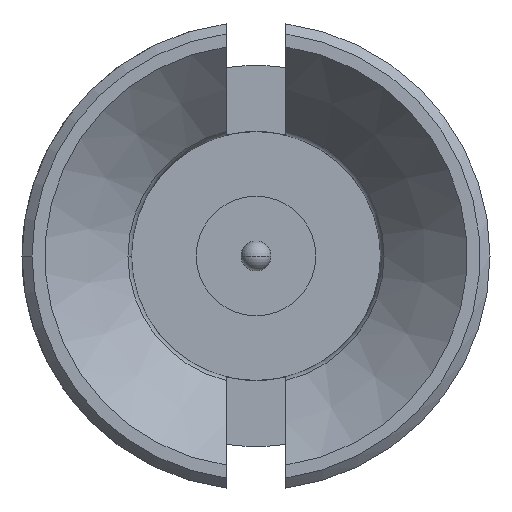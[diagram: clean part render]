
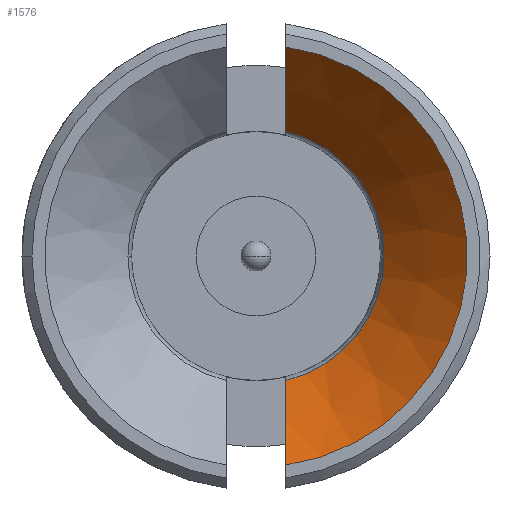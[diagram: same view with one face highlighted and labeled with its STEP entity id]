
A CAD part, front view. The second image highlights one B-rep face of the part: STEP entity #1576.
In plain terms, the highlighted conical face has half-angle 42.59 degrees and reference radius 2.694 mm.
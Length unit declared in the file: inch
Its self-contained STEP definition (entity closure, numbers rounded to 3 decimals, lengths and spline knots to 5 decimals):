
#68 = CARTESIAN_POINT ( 'NONE',  ( 0.015, -0.25458, 0.06253 ) ) ;
#100 = ORIENTED_EDGE ( 'NONE', *, *, #2919, .F. ) ;
#151 = DIRECTION ( 'NONE',  ( 0., 1., 0. ) ) ;
#306 = CIRCLE ( 'NONE', #2311, 0.06431 ) ;
#403 = DIRECTION ( 'NONE',  ( 0., 0., -1. ) ) ;
#433 = CARTESIAN_POINT ( 'NONE',  ( 0.015, -0.25458, -0.06253 ) ) ;
#511 = B_SPLINE_CURVE_WITH_KNOTS ( 'NONE', 3,
 ( #2116, #765, #3395, #1329 ),
 .UNSPECIFIED., .F., .F.,
 ( 4, 4 ),
 ( 0.00192, 0.0035 ),
 .UNSPECIFIED. ) ;
#617 = CARTESIAN_POINT ( 'NONE',  ( 0., -0.3, 0. ) ) ;
#636 = VERTEX_POINT ( 'NONE', #1694 ) ;
#729 = EDGE_CURVE ( 'NONE', #2932, #3251, #306, .T. ) ;
#765 = CARTESIAN_POINT ( 'NONE',  ( 0.015, -0.26964, 0.07677 ) ) ;
#768 = ORIENTED_EDGE ( 'NONE', *, *, #1792, .T. ) ;
#804 = DIRECTION ( 'NONE',  ( -1., 0., 0. ) ) ;
#965 = CARTESIAN_POINT ( 'NONE',  ( 0., -0.3, 0. ) ) ;
#1101 = B_SPLINE_CURVE_WITH_KNOTS ( 'NONE', 3,
 ( #1850, #2748, #1888, #433 ),
 .UNSPECIFIED., .F., .F.,
 ( 4, 4 ),
 ( 0.00277, 0.00435 ),
 .UNSPECIFIED. ) ;
#1197 = CARTESIAN_POINT ( 'NONE',  ( 0.015, -0.3, 0.10499 ) ) ;
#1217 = DIRECTION ( 'NONE',  ( 0., -1., 0. ) ) ;
#1329 = CARTESIAN_POINT ( 'NONE',  ( 0.015, -0.3, 0.10499 ) ) ;
#1535 = DIRECTION ( 'NONE',  ( 0., 0., -1. ) ) ;
#1576 = ADVANCED_FACE ( 'NONE', ( #3658 ), #1846, .F. ) ;
#1694 = CARTESIAN_POINT ( 'NONE',  ( 0.015, -0.3, -0.10499 ) ) ;
#1792 = EDGE_CURVE ( 'NONE', #636, #2097, #2461, .T. ) ;
#1846 = CONICAL_SURFACE ( 'NONE', #3776, 0.10606, 0.743 ) ;
#1850 = CARTESIAN_POINT ( 'NONE',  ( 0.015, -0.3, -0.10499 ) ) ;
#1853 = CARTESIAN_POINT ( 'NONE',  ( 0., -0.25458, 0. ) ) ;
#1888 = CARTESIAN_POINT ( 'NONE',  ( 0.015, -0.26964, -0.07677 ) ) ;
#2011 = AXIS2_PLACEMENT_3D ( 'NONE', #617, #1217, #1535 ) ;
#2097 = VERTEX_POINT ( 'NONE', #1197 ) ;
#2116 = CARTESIAN_POINT ( 'NONE',  ( 0.015, -0.25458, 0.06253 ) ) ;
#2311 = AXIS2_PLACEMENT_3D ( 'NONE', #1853, #151, #804 ) ;
#2461 = CIRCLE ( 'NONE', #2011, 0.10606 ) ;
#2572 = EDGE_CURVE ( 'NONE', #2932, #2097, #511, .T. ) ;
#2676 = ORIENTED_EDGE ( 'NONE', *, *, #2572, .F. ) ;
#2705 = DIRECTION ( 'NONE',  ( 0., -1., 0. ) ) ;
#2748 = CARTESIAN_POINT ( 'NONE',  ( 0.015, -0.28481, -0.09089 ) ) ;
#2919 = EDGE_CURVE ( 'NONE', #636, #3251, #1101, .T. ) ;
#2932 = VERTEX_POINT ( 'NONE', #68 ) ;
#3046 = CARTESIAN_POINT ( 'NONE',  ( 0.015, -0.25458, -0.06253 ) ) ;
#3251 = VERTEX_POINT ( 'NONE', #3046 ) ;
#3395 = CARTESIAN_POINT ( 'NONE',  ( 0.015, -0.28481, 0.09089 ) ) ;
#3484 = EDGE_LOOP ( 'NONE', ( #3616, #100, #768, #2676 ) ) ;
#3616 = ORIENTED_EDGE ( 'NONE', *, *, #729, .T. ) ;
#3658 = FACE_OUTER_BOUND ( 'NONE', #3484, .T. ) ;
#3776 = AXIS2_PLACEMENT_3D ( 'NONE', #965, #2705, #403 ) ;
